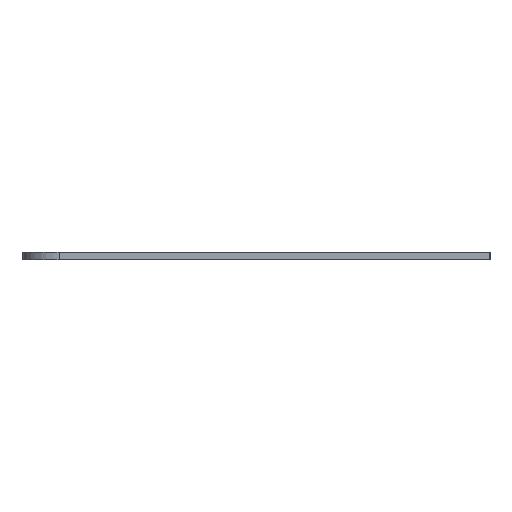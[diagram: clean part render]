
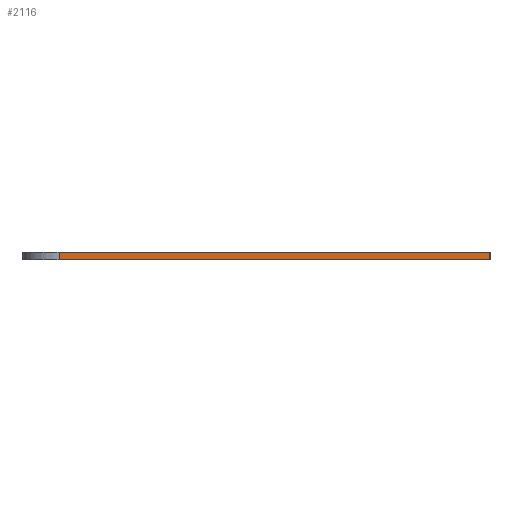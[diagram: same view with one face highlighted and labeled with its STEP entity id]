
A CAD part, left-side view. The second image highlights one B-rep face of the part: STEP entity #2116.
In plain terms, the highlighted planar face has unit normal (-1, 0, 0).
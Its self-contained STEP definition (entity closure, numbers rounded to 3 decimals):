
#129 = CARTESIAN_POINT ( 'NONE',  ( 0., 0., 1. ) ) ;
#394 = EDGE_LOOP ( 'NONE', ( #1781, #2811, #1941, #966 ) ) ;
#427 = PLANE ( 'NONE',  #3038 ) ;
#487 = EDGE_CURVE ( 'NONE', #1296, #2050, #1359, .T. ) ;
#550 = CARTESIAN_POINT ( 'NONE',  ( 0., 58., 1. ) ) ;
#605 = DIRECTION ( 'NONE',  ( 0., -1., 0. ) ) ;
#661 = DIRECTION ( 'NONE',  ( 0., 0., -1. ) ) ;
#966 = ORIENTED_EDGE ( 'NONE', *, *, #2809, .F. ) ;
#969 = EDGE_CURVE ( 'NONE', #1296, #2641, #1729, .T. ) ;
#1091 = VECTOR ( 'NONE', #605, 1000. ) ;
#1139 = DIRECTION ( 'NONE',  ( 1., 0., 0. ) ) ;
#1171 = EDGE_CURVE ( 'NONE', #2050, #2248, #2103, .T. ) ;
#1239 = DIRECTION ( 'NONE',  ( 0., -1., 0. ) ) ;
#1296 = VERTEX_POINT ( 'NONE', #550 ) ;
#1359 = LINE ( 'NONE', #3003, #1575 ) ;
#1387 = FACE_OUTER_BOUND ( 'NONE', #394, .T. ) ;
#1575 = VECTOR ( 'NONE', #2024, 1000. ) ;
#1623 = CARTESIAN_POINT ( 'NONE',  ( 0., 58., 0. ) ) ;
#1729 = LINE ( 'NONE', #129, #1091 ) ;
#1781 = ORIENTED_EDGE ( 'NONE', *, *, #969, .F. ) ;
#1941 = ORIENTED_EDGE ( 'NONE', *, *, #1171, .T. ) ;
#1955 = CARTESIAN_POINT ( 'NONE',  ( 0., 0., 0. ) ) ;
#2024 = DIRECTION ( 'NONE',  ( 0., 0., -1. ) ) ;
#2026 = VECTOR ( 'NONE', #1239, 1000. ) ;
#2039 = CARTESIAN_POINT ( 'NONE',  ( 0., 0., 1. ) ) ;
#2050 = VERTEX_POINT ( 'NONE', #1623 ) ;
#2103 = LINE ( 'NONE', #1955, #2026 ) ;
#2116 = ADVANCED_FACE ( 'NONE', ( #1387 ), #427, .F. ) ;
#2198 = CARTESIAN_POINT ( 'NONE',  ( 0., 0., 1. ) ) ;
#2202 = CARTESIAN_POINT ( 'NONE',  ( 0., 0., 0. ) ) ;
#2248 = VERTEX_POINT ( 'NONE', #2202 ) ;
#2341 = CARTESIAN_POINT ( 'NONE',  ( 0., 0., 1. ) ) ;
#2449 = VECTOR ( 'NONE', #2779, 1000. ) ;
#2595 = LINE ( 'NONE', #2039, #2449 ) ;
#2641 = VERTEX_POINT ( 'NONE', #2198 ) ;
#2779 = DIRECTION ( 'NONE',  ( 0., 0., -1. ) ) ;
#2809 = EDGE_CURVE ( 'NONE', #2641, #2248, #2595, .T. ) ;
#2811 = ORIENTED_EDGE ( 'NONE', *, *, #487, .T. ) ;
#3003 = CARTESIAN_POINT ( 'NONE',  ( 0., 58., 1. ) ) ;
#3038 = AXIS2_PLACEMENT_3D ( 'NONE', #2341, #1139, #661 ) ;
